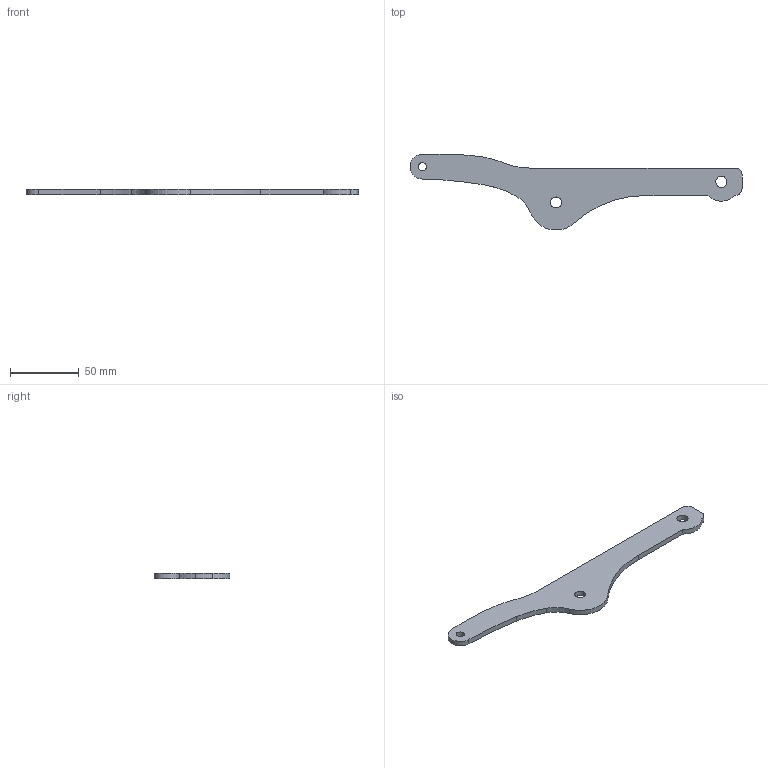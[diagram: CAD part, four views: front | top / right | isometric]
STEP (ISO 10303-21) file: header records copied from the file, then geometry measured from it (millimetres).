
FILE_DESCRIPTION(('FreeCAD Model'),'2;1');
FILE_NAME('Balancinv2.step','2020-04-17T14:03:35',('Author'),(''), 'Open CASCADE STEP processor 7.3','FreeCAD','Unknown');
FILE_SCHEMA(('AUTOMOTIVE_DESIGN { 1 0 10303 214 1 1 1 1 }'));
Length unit declared in the file: millimetre
Products named in the file (1): Pad
Bounding box: 241 x 55.14 x 4 mm (x, y, z)
Volume: 22934.9 mm3; surface area: 13866.7 mm2
Topology: 1 solids, 1 shells, 20 faces, 54 edges, 36 vertices
Faces by surface type: cylinder 15, plane 5
Full cylindrical faces by diameter (mm): 6 x1, 8 x1, 8.1 x1
Entity records: 1384 total; most frequent: DIRECTION 234, CARTESIAN_POINT 219, ORIENTED_EDGE 108, PCURVE 108, DEFINITIONAL_REPRESENTATION 108, LINE 102, VECTOR 102, CIRCLE 60
